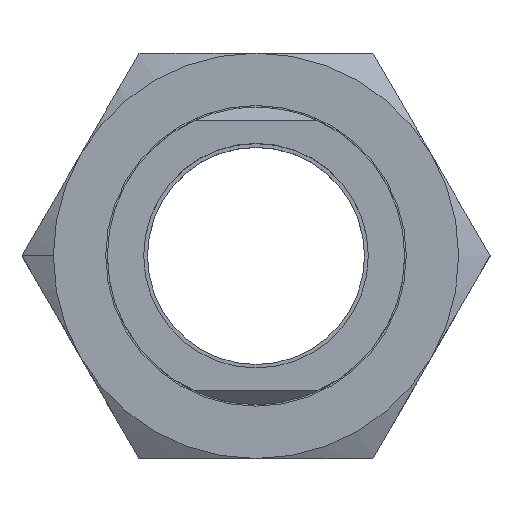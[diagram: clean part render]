
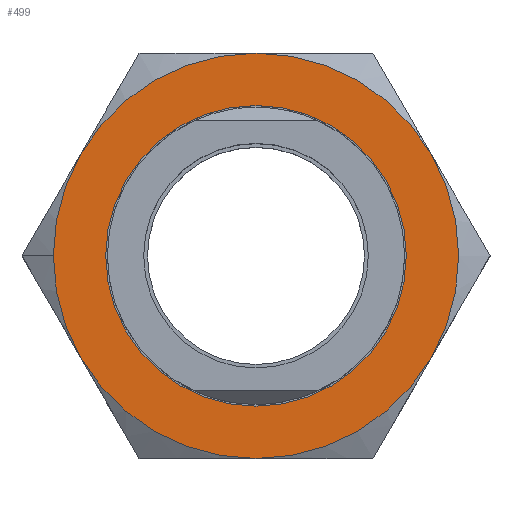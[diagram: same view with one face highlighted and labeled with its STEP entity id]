
A CAD part, top view. The second image highlights one B-rep face of the part: STEP entity #499.
In plain terms, the highlighted planar face has unit normal (0, 0, 1).
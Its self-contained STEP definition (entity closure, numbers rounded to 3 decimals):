
#46 = CIRCLE ( 'NONE', #59, 30. ) ;
#56 = DIRECTION ( 'NONE',  ( 1., 0., 0. ) ) ;
#57 = DIRECTION ( 'NONE',  ( 0., 0., 1. ) ) ;
#58 = CARTESIAN_POINT ( 'NONE',  ( 0., 0., 12.5 ) ) ;
#59 = AXIS2_PLACEMENT_3D ( 'NONE', #58, #57, #56 ) ;
#148 = CARTESIAN_POINT ( 'NONE',  ( 0., 0., 12.5 ) ) ;
#153 = DIRECTION ( 'NONE',  ( 0., 0., 1. ) ) ;
#154 = AXIS2_PLACEMENT_3D ( 'NONE', #148, #153, #169 ) ;
#169 = DIRECTION ( 'NONE',  ( 1., 0., 0. ) ) ;
#170 = CIRCLE ( 'NONE', #154, 30. ) ;
#195 = CARTESIAN_POINT ( 'NONE',  ( -25.981, 15., 12.5 ) ) ;
#199 = DIRECTION ( 'NONE',  ( 1., 0., 0. ) ) ;
#200 = DIRECTION ( 'NONE',  ( 0., 0., 1. ) ) ;
#201 = CARTESIAN_POINT ( 'NONE',  ( 0., 0., 12.5 ) ) ;
#202 = AXIS2_PLACEMENT_3D ( 'NONE', #201, #200, #199 ) ;
#203 = CIRCLE ( 'NONE', #202, 30. ) ;
#204 = CARTESIAN_POINT ( 'NONE',  ( 0., 0., 12.5 ) ) ;
#214 = CARTESIAN_POINT ( 'NONE',  ( 0., -30., 12.5 ) ) ;
#215 = DIRECTION ( 'NONE',  ( 1., 0., 0. ) ) ;
#216 = DIRECTION ( 'NONE',  ( 0., 0., 1. ) ) ;
#217 = AXIS2_PLACEMENT_3D ( 'NONE', #204, #216, #215 ) ;
#218 = CIRCLE ( 'NONE', #217, 30. ) ;
#451 = EDGE_CURVE ( 'NONE', #896, #1367, #1646, .T. ) ;
#493 = EDGE_LOOP ( 'NONE', ( #495, #520, #506, #997, #1011, #998, #999 ) ) ;
#494 = ORIENTED_EDGE ( 'NONE', *, *, #894, .F. ) ;
#495 = ORIENTED_EDGE ( 'NONE', *, *, #573, .T. ) ;
#499 = ADVANCED_FACE ( 'NONE', ( #1675, #1682 ), #1674, .F. ) ;
#506 = ORIENTED_EDGE ( 'NONE', *, *, #934, .T. ) ;
#510 = VERTEX_POINT ( 'NONE', #1673 ) ;
#514 = EDGE_LOOP ( 'NONE', ( #515, #494 ) ) ;
#515 = ORIENTED_EDGE ( 'NONE', *, *, #451, .F. ) ;
#520 = ORIENTED_EDGE ( 'NONE', *, *, #956, .T. ) ;
#563 = VERTEX_POINT ( 'NONE', #1772 ) ;
#573 = EDGE_CURVE ( 'NONE', #510, #563, #1844, .T. ) ;
#615 = CARTESIAN_POINT ( 'NONE',  ( -22.25, 0., 12.5 ) ) ;
#661 = CARTESIAN_POINT ( 'NONE',  ( -25.981, -15., 12.5 ) ) ;
#681 = DIRECTION ( 'NONE',  ( 0., 0., 1. ) ) ;
#695 = CARTESIAN_POINT ( 'NONE',  ( 0., 0., 12.5 ) ) ;
#696 = CIRCLE ( 'NONE', #711, 30. ) ;
#699 = DIRECTION ( 'NONE',  ( 1., 0., 0. ) ) ;
#700 = DIRECTION ( 'NONE',  ( 0., 0., 1. ) ) ;
#701 = CARTESIAN_POINT ( 'NONE',  ( 0., 0., 12.5 ) ) ;
#702 = AXIS2_PLACEMENT_3D ( 'NONE', #701, #700, #699 ) ;
#703 = CIRCLE ( 'NONE', #702, 30. ) ;
#708 = CARTESIAN_POINT ( 'NONE',  ( 25.981, -15., 12.5 ) ) ;
#710 = DIRECTION ( 'NONE',  ( 1., 0., 0. ) ) ;
#711 = AXIS2_PLACEMENT_3D ( 'NONE', #695, #681, #710 ) ;
#746 = CARTESIAN_POINT ( 'NONE',  ( -30., 0., 12.5 ) ) ;
#894 = EDGE_CURVE ( 'NONE', #1367, #896, #2100, .T. ) ;
#896 = VERTEX_POINT ( 'NONE', #2184 ) ;
#928 = VERTEX_POINT ( 'NONE', #195 ) ;
#933 = VERTEX_POINT ( 'NONE', #214 ) ;
#934 = EDGE_CURVE ( 'NONE', #928, #1412, #203, .T. ) ;
#935 = EDGE_CURVE ( 'NONE', #933, #1339, #218, .T. ) ;
#956 = EDGE_CURVE ( 'NONE', #563, #928, #170, .T. ) ;
#979 = EDGE_CURVE ( 'NONE', #1330, #933, #46, .T. ) ;
#997 = ORIENTED_EDGE ( 'NONE', *, *, #1323, .T. ) ;
#998 = ORIENTED_EDGE ( 'NONE', *, *, #935, .T. ) ;
#999 = ORIENTED_EDGE ( 'NONE', *, *, #1340, .T. ) ;
#1011 = ORIENTED_EDGE ( 'NONE', *, *, #979, .T. ) ;
#1323 = EDGE_CURVE ( 'NONE', #1412, #1330, #696, .T. ) ;
#1330 = VERTEX_POINT ( 'NONE', #661 ) ;
#1339 = VERTEX_POINT ( 'NONE', #708 ) ;
#1340 = EDGE_CURVE ( 'NONE', #1339, #510, #703, .T. ) ;
#1367 = VERTEX_POINT ( 'NONE', #615 ) ;
#1412 = VERTEX_POINT ( 'NONE', #746 ) ;
#1642 = DIRECTION ( 'NONE',  ( 1., 0., 0. ) ) ;
#1643 = DIRECTION ( 'NONE',  ( 0., 0., 1. ) ) ;
#1644 = CARTESIAN_POINT ( 'NONE',  ( 0., 0., 12.5 ) ) ;
#1645 = AXIS2_PLACEMENT_3D ( 'NONE', #1644, #1643, #1642 ) ;
#1646 = CIRCLE ( 'NONE', #1645, 22.25 ) ;
#1662 = DIRECTION ( 'NONE',  ( -1., 0., 0. ) ) ;
#1663 = DIRECTION ( 'NONE',  ( 0., 0., -1. ) ) ;
#1664 = CARTESIAN_POINT ( 'NONE',  ( 0., 30., 12.5 ) ) ;
#1665 = AXIS2_PLACEMENT_3D ( 'NONE', #1664, #1663, #1662 ) ;
#1673 = CARTESIAN_POINT ( 'NONE',  ( 25.981, 15., 12.5 ) ) ;
#1674 = PLANE ( 'NONE',  #1665 ) ;
#1675 = FACE_BOUND ( 'NONE', #514, .T. ) ;
#1682 = FACE_OUTER_BOUND ( 'NONE', #493, .T. ) ;
#1772 = CARTESIAN_POINT ( 'NONE',  ( 0., 30., 12.5 ) ) ;
#1844 = CIRCLE ( 'NONE', #1849, 30. ) ;
#1849 = AXIS2_PLACEMENT_3D ( 'NONE', #1866, #1858, #1875 ) ;
#1858 = DIRECTION ( 'NONE',  ( 0., 0., 1. ) ) ;
#1866 = CARTESIAN_POINT ( 'NONE',  ( 0., 0., 12.5 ) ) ;
#1875 = DIRECTION ( 'NONE',  ( 1., 0., 0. ) ) ;
#2100 = CIRCLE ( 'NONE', #2106, 22.25 ) ;
#2102 = DIRECTION ( 'NONE',  ( 1., 0., 0. ) ) ;
#2103 = DIRECTION ( 'NONE',  ( 0., 0., 1. ) ) ;
#2105 = CARTESIAN_POINT ( 'NONE',  ( 0., 0., 12.5 ) ) ;
#2106 = AXIS2_PLACEMENT_3D ( 'NONE', #2105, #2103, #2102 ) ;
#2184 = CARTESIAN_POINT ( 'NONE',  ( 22.25, 0., 12.5 ) ) ;
